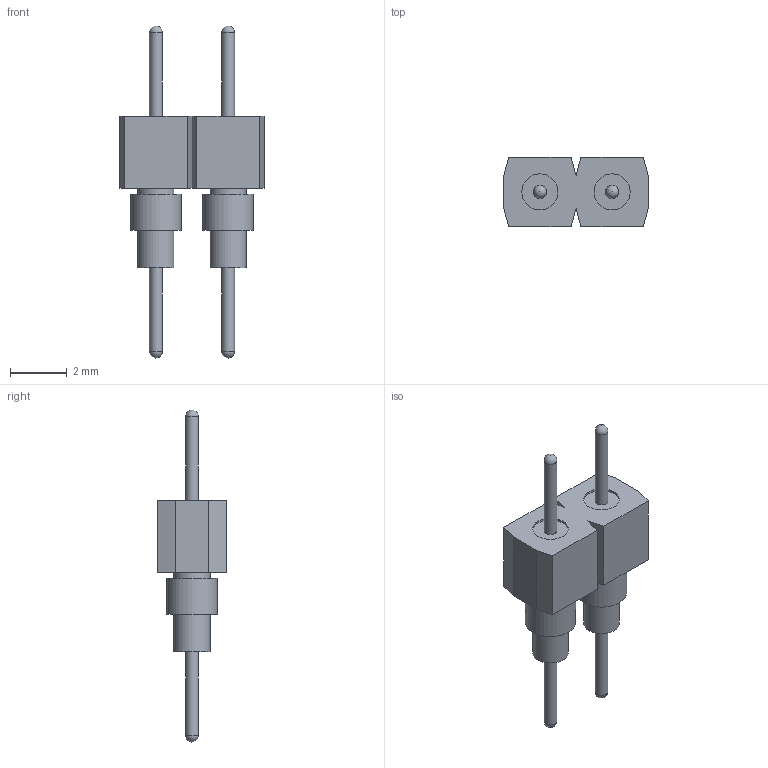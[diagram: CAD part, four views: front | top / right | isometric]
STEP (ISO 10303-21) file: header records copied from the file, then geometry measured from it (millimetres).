
FILE_DESCRIPTION(('FreeCAD Model'),'2;1');
FILE_NAME('Open CASCADE Shape Model','2025-01-12T11:59:08',(''),(''), 'Open CASCADE STEP processor 7.8','FreeCAD','Unknown');
FILE_SCHEMA(('AUTOMOTIVE_DESIGN { 1 0 10303 214 1 1 1 1 }'));
Length unit declared in the file: millimetre
Products named in the file (3): BBS-102-G-A_pins001; BBS-102-G-A_socket; BBS-102-G-A_pins
Bounding box: 5.08 x 2.44 x 11.68 mm (x, y, z)
Volume: 42.4 mm3; surface area: 154.5 mm2
Topology: 3 solids, 3 shells, 40 faces, 92 edges, 62 vertices
Faces by surface type: plane 24, cylinder 12, sphere 4
Full cylindrical faces by diameter (mm): 0.457 x4, 1.27 x6, 1.778 x2
Entity records: 1188 total; most frequent: CARTESIAN_POINT 223, DIRECTION 184, ORIENTED_EDGE 176, EDGE_CURVE 88, AXIS2_PLACEMENT_3D 71, VERTEX_POINT 62, FACE_BOUND 52, EDGE_LOOP 52
